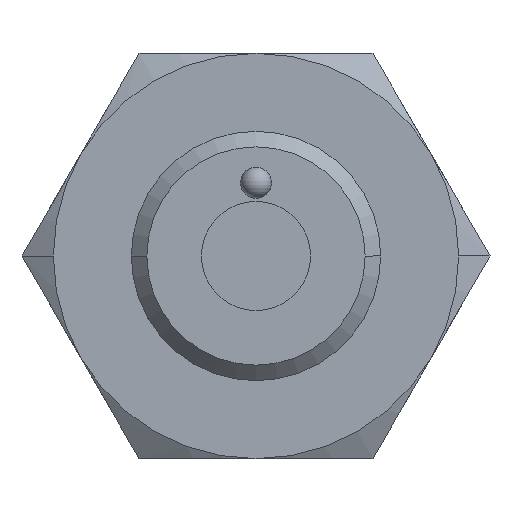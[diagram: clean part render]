
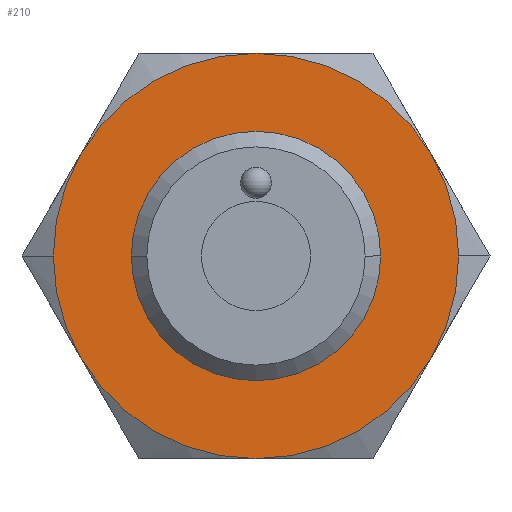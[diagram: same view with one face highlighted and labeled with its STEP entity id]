
A CAD part, front view. The second image highlights one B-rep face of the part: STEP entity #210.
In plain terms, the highlighted planar face has unit normal (0, -1, 0).
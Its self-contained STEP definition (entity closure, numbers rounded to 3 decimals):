
#210=ADVANCED_FACE('',(#329,#330),#331,.T.);
#329=FACE_OUTER_BOUND('',#487,.T.);
#330=FACE_BOUND('',#488,.T.);
#331=PLANE('',#489);
#487=EDGE_LOOP('',(#827,#828,#829,#830,#831,#832,#833,#834));
#488=EDGE_LOOP('',(#835,#836));
#489=AXIS2_PLACEMENT_3D('',#837,#838,#839);
#827=ORIENTED_EDGE('',*,*,#1181,.F.);
#828=ORIENTED_EDGE('',*,*,#1167,.F.);
#829=ORIENTED_EDGE('',*,*,#1170,.F.);
#830=ORIENTED_EDGE('',*,*,#1172,.F.);
#831=ORIENTED_EDGE('',*,*,#1165,.F.);
#832=ORIENTED_EDGE('',*,*,#1176,.F.);
#833=ORIENTED_EDGE('',*,*,#1179,.F.);
#834=ORIENTED_EDGE('',*,*,#1161,.F.);
#835=ORIENTED_EDGE('',*,*,#1201,.T.);
#836=ORIENTED_EDGE('',*,*,#1145,.T.);
#837=CARTESIAN_POINT('',(5.25,-11.0,0.0));
#838=DIRECTION('',(0.0,-1.0,0.0));
#839=DIRECTION('',(-1.0,0.0,0.0));
#1145=EDGE_CURVE('',#1327,#1324,#1328,.T.);
#1161=EDGE_CURVE('',#1354,#1357,#1358,.T.);
#1165=EDGE_CURVE('',#1363,#1361,#1365,.T.);
#1167=EDGE_CURVE('',#1367,#1369,#1370,.T.);
#1170=EDGE_CURVE('',#1373,#1367,#1375,.T.);
#1172=EDGE_CURVE('',#1361,#1373,#1377,.T.);
#1176=EDGE_CURVE('',#1381,#1363,#1383,.T.);
#1179=EDGE_CURVE('',#1357,#1381,#1387,.T.);
#1181=EDGE_CURVE('',#1369,#1354,#1389,.T.);
#1201=EDGE_CURVE('',#1324,#1327,#1417,.T.);
#1324=VERTEX_POINT('',#1588);
#1327=VERTEX_POINT('',#1592);
#1328=CIRCLE('',#1593,4.0);
#1354=VERTEX_POINT('',#1648);
#1357=VERTEX_POINT('',#1652);
#1358=CIRCLE('',#1653,6.5);
#1361=VERTEX_POINT('',#1667);
#1363=VERTEX_POINT('',#1670);
#1365=CIRCLE('',#1683,6.5);
#1367=VERTEX_POINT('',#1685);
#1369=VERTEX_POINT('',#1698);
#1370=CIRCLE('',#1699,6.5);
#1373=VERTEX_POINT('',#1713);
#1375=CIRCLE('',#1726,6.5);
#1377=CIRCLE('',#1739,6.5);
#1381=VERTEX_POINT('',#1765);
#1383=CIRCLE('',#1778,6.5);
#1387=CIRCLE('',#1804,6.5);
#1389=CIRCLE('',#1817,6.5);
#1417=CIRCLE('',#1955,4.0);
#1588=CARTESIAN_POINT('',(4.0,-11.0,0.0));
#1592=CARTESIAN_POINT('',(-4.0,-11.0,0.));
#1593=AXIS2_PLACEMENT_3D('',#2421,#2422,#2423);
#1648=CARTESIAN_POINT('',(6.5,-11.0,0.));
#1652=CARTESIAN_POINT('',(5.629,-11.0,-3.25));
#1653=AXIS2_PLACEMENT_3D('',#2447,#2448,#2449);
#1667=CARTESIAN_POINT('',(-6.5,-11.0,0.));
#1670=CARTESIAN_POINT('',(-5.629,-11.0,-3.25));
#1683=AXIS2_PLACEMENT_3D('',#2451,#2452,#2453);
#1685=CARTESIAN_POINT('',(0.,-11.0,6.5));
#1698=CARTESIAN_POINT('',(5.629,-11.0,3.25));
#1699=AXIS2_PLACEMENT_3D('',#2454,#2455,#2456);
#1713=CARTESIAN_POINT('',(-5.629,-11.0,3.25));
#1726=AXIS2_PLACEMENT_3D('',#2457,#2458,#2459);
#1739=AXIS2_PLACEMENT_3D('',#2460,#2461,#2462);
#1765=CARTESIAN_POINT('',(0.0,-11.0,-6.5));
#1778=AXIS2_PLACEMENT_3D('',#2463,#2464,#2465);
#1804=AXIS2_PLACEMENT_3D('',#2466,#2467,#2468);
#1817=AXIS2_PLACEMENT_3D('',#2469,#2470,#2471);
#1955=AXIS2_PLACEMENT_3D('',#2499,#2500,#2501);
#2421=CARTESIAN_POINT('',(0.0,-11.0,0.0));
#2422=DIRECTION('',(0.0,1.0,0.0));
#2423=DIRECTION('',(1.0,0.0,0.0));
#2447=CARTESIAN_POINT('',(0.0,-11.0,0.0));
#2448=DIRECTION('',(0.0,1.0,0.0));
#2449=DIRECTION('',(1.0,0.0,0.0));
#2451=CARTESIAN_POINT('',(0.0,-11.0,0.0));
#2452=DIRECTION('',(0.0,1.0,0.0));
#2453=DIRECTION('',(1.0,0.0,0.0));
#2454=CARTESIAN_POINT('',(0.0,-11.0,0.0));
#2455=DIRECTION('',(0.0,1.0,0.0));
#2456=DIRECTION('',(1.0,0.0,0.0));
#2457=CARTESIAN_POINT('',(0.0,-11.0,0.0));
#2458=DIRECTION('',(0.0,1.0,0.0));
#2459=DIRECTION('',(1.0,0.0,0.0));
#2460=CARTESIAN_POINT('',(0.0,-11.0,0.0));
#2461=DIRECTION('',(0.0,1.0,0.0));
#2462=DIRECTION('',(1.0,0.0,0.0));
#2463=CARTESIAN_POINT('',(0.0,-11.0,0.0));
#2464=DIRECTION('',(0.0,1.0,0.0));
#2465=DIRECTION('',(1.0,0.0,0.0));
#2466=CARTESIAN_POINT('',(0.0,-11.0,0.0));
#2467=DIRECTION('',(0.0,1.0,0.0));
#2468=DIRECTION('',(1.0,0.0,0.0));
#2469=CARTESIAN_POINT('',(0.0,-11.0,0.0));
#2470=DIRECTION('',(0.0,1.0,0.0));
#2471=DIRECTION('',(1.0,0.0,0.0));
#2499=CARTESIAN_POINT('',(0.0,-11.0,0.0));
#2500=DIRECTION('',(0.0,1.0,0.0));
#2501=DIRECTION('',(1.0,0.0,0.0));
